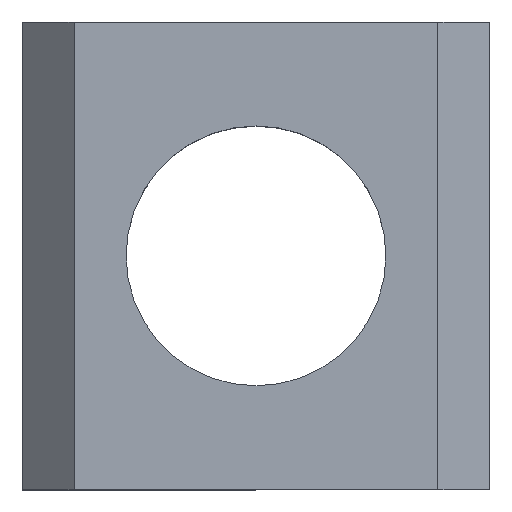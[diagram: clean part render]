
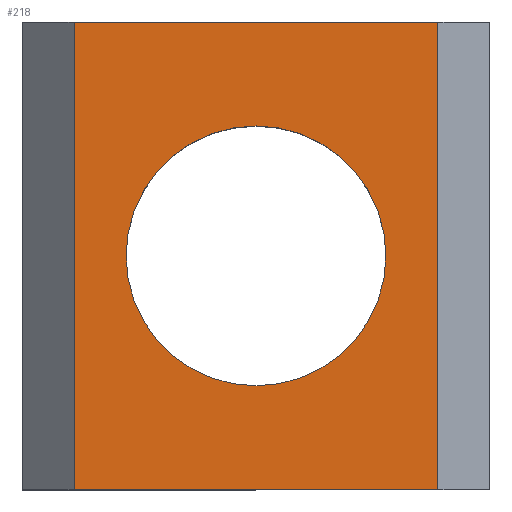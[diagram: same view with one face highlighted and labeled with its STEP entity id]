
A CAD part, top view. The second image highlights one B-rep face of the part: STEP entity #218.
In plain terms, the highlighted planar face has unit normal (0, 0, 1).
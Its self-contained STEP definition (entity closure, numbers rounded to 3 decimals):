
#51 = VERTEX_POINT ( 'NONE', #82 ) ;
#58 = EDGE_CURVE ( 'NONE', #328, #51, #99, .T. ) ;
#59 = EDGE_CURVE ( 'NONE', #262, #190, #303, .T. ) ;
#65 = ORIENTED_EDGE ( 'NONE', *, *, #79, .T. ) ;
#68 = FACE_OUTER_BOUND ( 'NONE', #86, .T. ) ;
#70 = ORIENTED_EDGE ( 'NONE', *, *, #168, .F. ) ;
#71 = DIRECTION ( 'NONE',  ( 0., 1., 0. ) ) ;
#75 = CARTESIAN_POINT ( 'NONE',  ( 8., 0., 3. ) ) ;
#76 = VERTEX_POINT ( 'NONE', #78 ) ;
#78 = CARTESIAN_POINT ( 'NONE',  ( 1., 9., 3. ) ) ;
#79 = EDGE_CURVE ( 'NONE', #51, #76, #160, .T. ) ;
#82 = CARTESIAN_POINT ( 'NONE',  ( 8., 9., 3. ) ) ;
#83 = EDGE_CURVE ( 'NONE', #76, #265, #239, .T. ) ;
#85 = DIRECTION ( 'NONE',  ( 0., 0., 1. ) ) ;
#86 = EDGE_LOOP ( 'NONE', ( #65, #330, #276, #149 ) ) ;
#92 = VECTOR ( 'NONE', #340, 1000. ) ;
#99 = LINE ( 'NONE', #136, #162 ) ;
#103 = DIRECTION ( 'NONE',  ( 1., 0., 0. ) ) ;
#105 = CARTESIAN_POINT ( 'NONE',  ( 2., 4.5, 3. ) ) ;
#106 = CARTESIAN_POINT ( 'NONE',  ( 1., 0., 3. ) ) ;
#110 = CARTESIAN_POINT ( 'NONE',  ( 0., 0., 3. ) ) ;
#136 = CARTESIAN_POINT ( 'NONE',  ( 8., 9., 3. ) ) ;
#148 = CIRCLE ( 'NONE', #298, 2.5 ) ;
#149 = ORIENTED_EDGE ( 'NONE', *, *, #58, .T. ) ;
#160 = LINE ( 'NONE', #331, #92 ) ;
#162 = VECTOR ( 'NONE', #71, 1000. ) ;
#168 = EDGE_CURVE ( 'NONE', #190, #262, #148, .T. ) ;
#187 = DIRECTION ( 'NONE',  ( -1., 0., 0. ) ) ;
#188 = PLANE ( 'NONE',  #238 ) ;
#190 = VERTEX_POINT ( 'NONE', #254 ) ;
#194 = CARTESIAN_POINT ( 'NONE',  ( 0., 9., 3. ) ) ;
#218 = ADVANCED_FACE ( 'NONE', ( #68, #302 ), #188, .F. ) ;
#238 = AXIS2_PLACEMENT_3D ( 'NONE', #194, #258, #187 ) ;
#239 = LINE ( 'NONE', #320, #291 ) ;
#254 = CARTESIAN_POINT ( 'NONE',  ( 7., 4.5, 3. ) ) ;
#258 = DIRECTION ( 'NONE',  ( 0., 0., -1. ) ) ;
#262 = VERTEX_POINT ( 'NONE', #105 ) ;
#265 = VERTEX_POINT ( 'NONE', #106 ) ;
#267 = DIRECTION ( 'NONE',  ( 1., 0., 0. ) ) ;
#269 = DIRECTION ( 'NONE',  ( 0., 0., 1. ) ) ;
#276 = ORIENTED_EDGE ( 'NONE', *, *, #277, .T. ) ;
#277 = EDGE_CURVE ( 'NONE', #265, #328, #325, .T. ) ;
#279 = CARTESIAN_POINT ( 'NONE',  ( 4.5, 4.5, 3. ) ) ;
#281 = DIRECTION ( 'NONE',  ( 1., 0., 0. ) ) ;
#291 = VECTOR ( 'NONE', #312, 1000. ) ;
#298 = AXIS2_PLACEMENT_3D ( 'NONE', #279, #269, #267 ) ;
#302 = FACE_BOUND ( 'NONE', #335, .T. ) ;
#303 = CIRCLE ( 'NONE', #334, 2.5 ) ;
#307 = VECTOR ( 'NONE', #103, 1000. ) ;
#312 = DIRECTION ( 'NONE',  ( 0., -1., 0. ) ) ;
#320 = CARTESIAN_POINT ( 'NONE',  ( 1., 9., 3. ) ) ;
#322 = ORIENTED_EDGE ( 'NONE', *, *, #59, .F. ) ;
#325 = LINE ( 'NONE', #110, #307 ) ;
#328 = VERTEX_POINT ( 'NONE', #75 ) ;
#330 = ORIENTED_EDGE ( 'NONE', *, *, #83, .T. ) ;
#331 = CARTESIAN_POINT ( 'NONE',  ( 0., 9., 3. ) ) ;
#334 = AXIS2_PLACEMENT_3D ( 'NONE', #341, #85, #281 ) ;
#335 = EDGE_LOOP ( 'NONE', ( #322, #70 ) ) ;
#340 = DIRECTION ( 'NONE',  ( -1., 0., 0. ) ) ;
#341 = CARTESIAN_POINT ( 'NONE',  ( 4.5, 4.5, 3. ) ) ;
